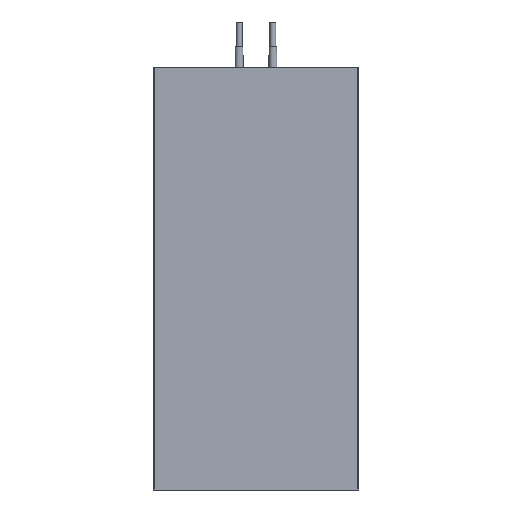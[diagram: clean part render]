
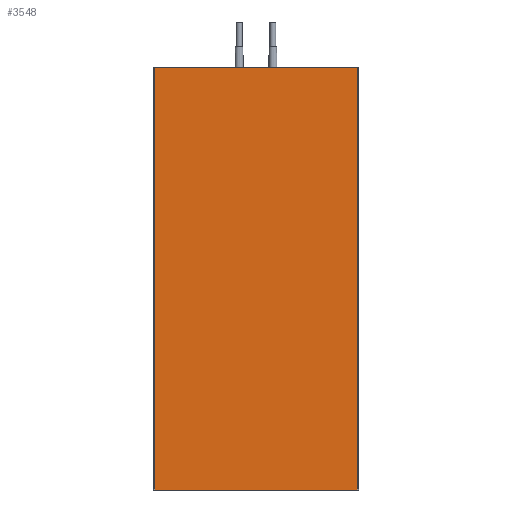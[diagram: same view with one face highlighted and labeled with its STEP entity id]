
A CAD part, front view. The second image highlights one B-rep face of the part: STEP entity #3548.
In plain terms, the highlighted planar face has unit normal (0, -1, 0).
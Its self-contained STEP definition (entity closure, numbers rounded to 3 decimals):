
#225=PLANE('',#3849);
#316=FACE_OUTER_BOUND('',#537,.T.);
#537=EDGE_LOOP('',(#2513,#2514,#2515,#2516));
#766=LINE('',#5457,#1004);
#793=LINE('',#5533,#1031);
#825=LINE('',#5603,#1063);
#826=LINE('',#5605,#1064);
#1004=VECTOR('',#4302,10.);
#1031=VECTOR('',#4357,10.);
#1063=VECTOR('',#4427,10.);
#1064=VECTOR('',#4430,10.);
#1490=VERTEX_POINT('',#5454);
#1491=VERTEX_POINT('',#5456);
#1525=VERTEX_POINT('',#5530);
#1526=VERTEX_POINT('',#5532);
#1840=EDGE_CURVE('',#1491,#1490,#766,.T.);
#1878=EDGE_CURVE('',#1525,#1526,#793,.T.);
#1917=EDGE_CURVE('',#1491,#1525,#825,.T.);
#1918=EDGE_CURVE('',#1526,#1490,#826,.T.);
#2513=ORIENTED_EDGE('',*,*,#1917,.F.);
#2514=ORIENTED_EDGE('',*,*,#1840,.T.);
#2515=ORIENTED_EDGE('',*,*,#1918,.F.);
#2516=ORIENTED_EDGE('',*,*,#1878,.F.);
#3548=ADVANCED_FACE('',(#316),#225,.F.);
#3849=AXIS2_PLACEMENT_3D('',#5604,#4428,#4429);
#4302=DIRECTION('',(1.,0.,0.));
#4357=DIRECTION('',(1.,0.,0.));
#4427=DIRECTION('',(0.,0.,1.));
#4428=DIRECTION('center_axis',(0.,1.,0.));
#4429=DIRECTION('ref_axis',(0.,0.,1.));
#4430=DIRECTION('',(0.,0.,-1.));
#5454=CARTESIAN_POINT('',(42.,-19.65,-175.));
#5456=CARTESIAN_POINT('',(-42.,-19.65,-175.));
#5457=CARTESIAN_POINT('',(21.,-19.65,-175.));
#5530=CARTESIAN_POINT('',(-42.,-19.65,0.));
#5532=CARTESIAN_POINT('',(42.,-19.65,0.));
#5533=CARTESIAN_POINT('',(21.,-19.65,0.));
#5603=CARTESIAN_POINT('',(-42.,-19.65,0.));
#5604=CARTESIAN_POINT('Origin',(42.,-19.65,0.));
#5605=CARTESIAN_POINT('',(42.,-19.65,0.));
